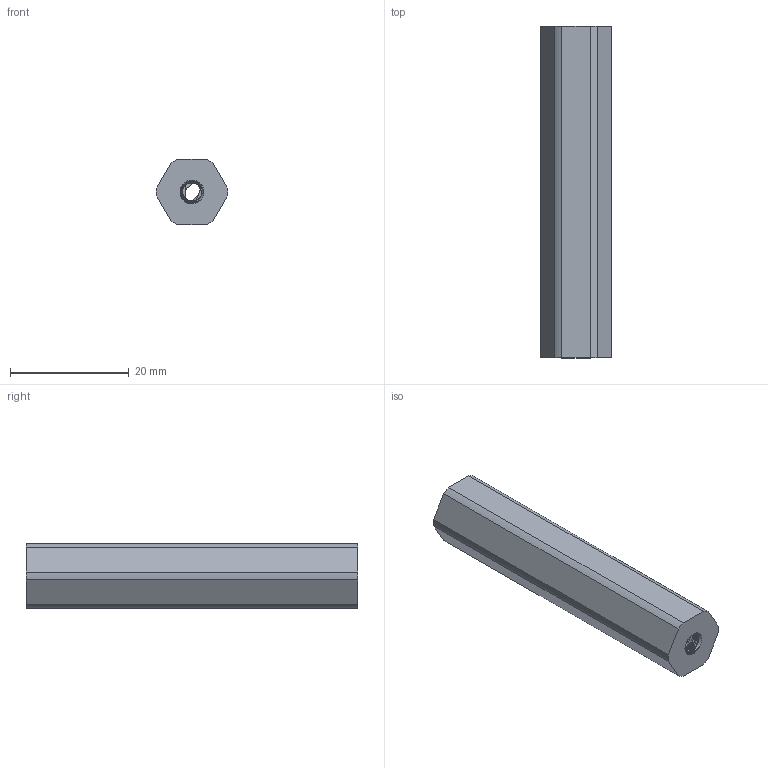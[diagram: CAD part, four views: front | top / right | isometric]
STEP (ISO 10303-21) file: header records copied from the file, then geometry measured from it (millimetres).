
FILE_DESCRIPTION (( 'STEP AP203' ), '1' );
FILE_NAME ('2104-0012-0056.STEP', '2018-03-09T17:40:46', ( '' ), ( '' ), 'SwSTEP 2.0', 'SolidWorks 2016', '' );
FILE_SCHEMA (( 'CONFIG_CONTROL_DESIGN' ));
Length unit declared in the file: millimetre
Products named in the file (1): 2104-0012-0056
Bounding box: 11.99 x 56 x 11 mm (x, y, z)
Volume: 5266.5 mm3; surface area: 3041.8 mm2
Topology: 1 solids, 1 shells, 190 faces, 558 edges, 370 vertices
Faces by surface type: cylinder 168, plane 10, cone 8, bspline 4
Entity records: 11993 total; most frequent: CARTESIAN_POINT 7843, ORIENTED_EDGE 1116, DIRECTION 624, EDGE_CURVE 558, VERTEX_POINT 370, AXIS2_PLACEMENT_3D 217, EDGE_LOOP 192, VECTOR 190
